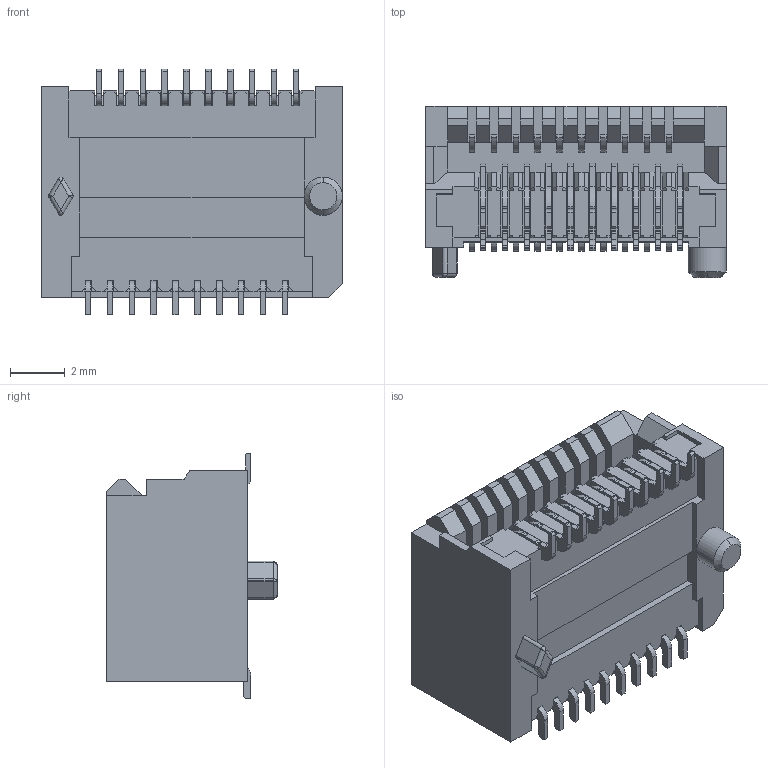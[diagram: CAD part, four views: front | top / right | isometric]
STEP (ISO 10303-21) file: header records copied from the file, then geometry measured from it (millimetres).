
FILE_DESCRIPTION((''),'2;1');
FILE_NAME('SFP1X1_ASM','2025-10-30T14:13:31',('gongchengVV'),(''),'CREO PARAMETRIC BY PTC INC, 2020033','CREO PARAMETRIC BY PTC INC, 2020033','');
FILE_SCHEMA(('CONFIG_CONTROL_DESIGN'));
Length unit declared in the file: millimetre
Products named in the file (3): SFP-DUANZI; JINZHEN; SFP1X1_ASM
Assembly tree (2 placements, depth 2):
  SFP1X1_ASM
    SFP-DUANZI
    JINZHEN
Bounding box: 11 x 6.25 x 8.99 mm (x, y, z)
Volume: 320.8 mm3; surface area: 816.2 mm2
Topology: 21 solids, 21 shells, 1150 faces, 3283 edges, 2172 vertices
Faces by surface type: plane 833, cylinder 311, bspline 4, cone 2
Entity records: 37751 total; most frequent: CARTESIAN_POINT 7128, ORIENTED_EDGE 6558, DIRECTION 6193, EDGE_CURVE 3279, VECTOR 2651, LINE 2651, VERTEX_POINT 2172, AXIS2_PLACEMENT_3D 1771
